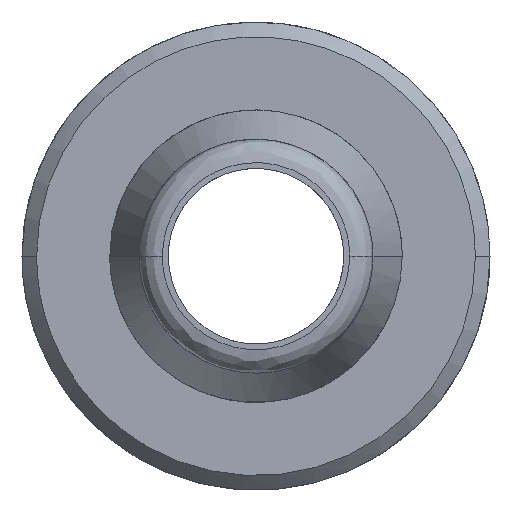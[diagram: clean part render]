
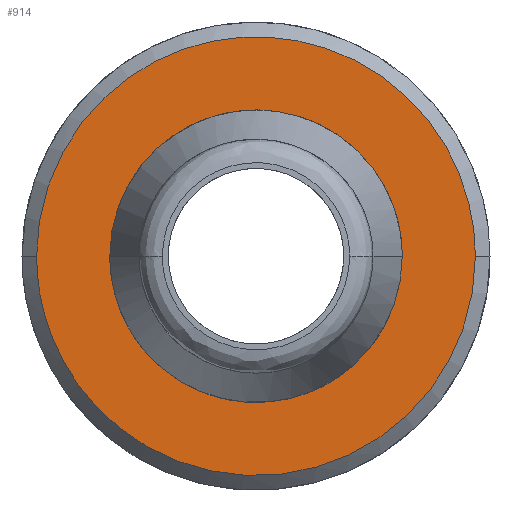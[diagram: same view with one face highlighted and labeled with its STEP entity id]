
A CAD part, front view. The second image highlights one B-rep face of the part: STEP entity #914.
In plain terms, the highlighted free-form (B-spline) face has degree [1, 1] with [2, 2] control points.
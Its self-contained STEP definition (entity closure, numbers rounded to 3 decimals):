
#61 = CARTESIAN_POINT ( 'NONE',  ( -2.25, -1., 0.295 ) ) ;
#76 = VERTEX_POINT ( 'NONE', #1339 ) ;
#101 = CARTESIAN_POINT ( 'NONE',  ( 1.134, -1., -1.966 ) ) ;
#105 = EDGE_LOOP ( 'NONE', ( #295, #1679 ) ) ;
#206 = CARTESIAN_POINT ( 'NONE',  ( -2.192, -1., 0.588 ) ) ;
#209 = CARTESIAN_POINT ( 'NONE',  ( -1.382, -1., 1.8 ) ) ;
#213 = CARTESIAN_POINT ( 'NONE',  ( -2.197, -1., 3.75 ) ) ;
#228 = EDGE_CURVE ( 'NONE', #571, #668, #783, .T. ) ;
#235 = CARTESIAN_POINT ( 'NONE',  ( -1.134, -1., -1.966 ) ) ;
#263 = CARTESIAN_POINT ( 'NONE',  ( 3.795, -1., 3.795 ) ) ;
#267 = CARTESIAN_POINT ( 'NONE',  ( -3.795, -1., 3.795 ) ) ;
#295 = ORIENTED_EDGE ( 'NONE', *, *, #228, .T. ) ;
#310 = CARTESIAN_POINT ( 'NONE',  ( -3.75, -1., 0. ) ) ;
#347 = CARTESIAN_POINT ( 'NONE',  ( 0.295, -1., 2.25 ) ) ;
#351 = CARTESIAN_POINT ( 'NONE',  ( 0., -1., 3.75 ) ) ;
#357 = EDGE_CURVE ( 'NONE', #829, #76, #399, .T. ) ;
#367 = CARTESIAN_POINT ( 'NONE',  ( 3.75, -1., 0. ) ) ;
#373 = CARTESIAN_POINT ( 'NONE',  ( -2.192, -1., -0.588 ) ) ;
#374 = CARTESIAN_POINT ( 'NONE',  ( -2.25, -1., 0. ) ) ;
#387 = CARTESIAN_POINT ( 'NONE',  ( -1.8, -1., -1.382 ) ) ;
#398 = CARTESIAN_POINT ( 'NONE',  ( 3.795, -1., -3.795 ) ) ;
#399 =( BOUNDED_CURVE ( )  B_SPLINE_CURVE ( 3, ( #1115, #526, #213, #351, #507, #1842, #367 ),
 .UNSPECIFIED., .F., .T. ) 
 B_SPLINE_CURVE_WITH_KNOTS ( ( 4, 3, 4 ),
 ( -3.142, -1.571, 0. ),
 .UNSPECIFIED. ) 
 CURVE ( )  GEOMETRIC_REPRESENTATION_ITEM ( )  RATIONAL_B_SPLINE_CURVE ( ( 1., 0.805, 0.805, 1., 0.805, 0.805, 1. ) ) 
 REPRESENTATION_ITEM ( '' )  );
#458 = CARTESIAN_POINT ( 'NONE',  ( 3.75, -1., 0. ) ) ;
#507 = CARTESIAN_POINT ( 'NONE',  ( 2.197, -1., 3.75 ) ) ;
#510 = ORIENTED_EDGE ( 'NONE', *, *, #1390, .F. ) ;
#521 = CARTESIAN_POINT ( 'NONE',  ( 1.966, -1., -1.134 ) ) ;
#524 = FACE_BOUND ( 'NONE', #105, .T. ) ;
#526 = CARTESIAN_POINT ( 'NONE',  ( -3.75, -1., 2.197 ) ) ;
#527 = CARTESIAN_POINT ( 'NONE',  ( -2.25, -1., -0.295 ) ) ;
#528 = CARTESIAN_POINT ( 'NONE',  ( 2.192, -1., 0.588 ) ) ;
#571 = VERTEX_POINT ( 'NONE', #800 ) ;
#665 = CARTESIAN_POINT ( 'NONE',  ( 2.192, -1., -0.588 ) ) ;
#668 = VERTEX_POINT ( 'NONE', #1462 ) ;
#672 = CARTESIAN_POINT ( 'NONE',  ( 1.8, -1., -1.382 ) ) ;
#676 = CARTESIAN_POINT ( 'NONE',  ( -2.25, -1., 0. ) ) ;
#783 = B_SPLINE_CURVE_WITH_KNOTS ( 'NONE', 3,
 ( #1119, #1269, #665, #521, #672, #823, #101, #1865, #967, #975, #1126, #235, #1276, #387, #1131, #373, #527, #676 ),
 .UNSPECIFIED., .F., .F.,
 ( 4, 2, 2, 2, 2, 2, 2, 2, 4 ),
 ( 0., 0.393, 0.785, 1.178, 1.571, 1.963, 2.356, 2.749, 3.142 ),
 .UNSPECIFIED. ) ;
#799 = CARTESIAN_POINT ( 'NONE',  ( 2.25, -1., 0.295 ) ) ;
#800 = CARTESIAN_POINT ( 'NONE',  ( 2.25, -1., 0. ) ) ;
#823 = CARTESIAN_POINT ( 'NONE',  ( 1.382, -1., -1.8 ) ) ;
#829 = VERTEX_POINT ( 'NONE', #1675 ) ;
#857 = B_SPLINE_CURVE_WITH_KNOTS ( 'NONE', 3,
 ( #374, #61, #206, #1375, #1380, #209, #1526, #937, #1405, #347, #1096, #1829, #1251, #1819, #1411, #528, #799, #1083 ),
 .UNSPECIFIED., .F., .F.,
 ( 4, 2, 2, 2, 2, 2, 2, 2, 4 ),
 ( 0., 0.393, 0.785, 1.178, 1.571, 1.963, 2.356, 2.749, 3.142 ),
 .UNSPECIFIED. ) ;
#914 = ADVANCED_FACE ( 'NONE', ( #524, #941 ), #1783, .F. ) ;
#937 = CARTESIAN_POINT ( 'NONE',  ( -0.588, -1., 2.192 ) ) ;
#941 = FACE_OUTER_BOUND ( 'NONE', #1273, .T. ) ;
#967 = CARTESIAN_POINT ( 'NONE',  ( 0.295, -1., -2.25 ) ) ;
#975 = CARTESIAN_POINT ( 'NONE',  ( -0.295, -1., -2.25 ) ) ;
#1044 = ORIENTED_EDGE ( 'NONE', *, *, #357, .F. ) ;
#1083 = CARTESIAN_POINT ( 'NONE',  ( 2.25, -1., 0. ) ) ;
#1096 = CARTESIAN_POINT ( 'NONE',  ( 0.588, -1., 2.192 ) ) ;
#1115 = CARTESIAN_POINT ( 'NONE',  ( -3.75, -1., 0. ) ) ;
#1119 = CARTESIAN_POINT ( 'NONE',  ( 2.25, -1., 0. ) ) ;
#1126 = CARTESIAN_POINT ( 'NONE',  ( -0.588, -1., -2.192 ) ) ;
#1131 = CARTESIAN_POINT ( 'NONE',  ( -1.966, -1., -1.134 ) ) ;
#1174 = CARTESIAN_POINT ( 'NONE',  ( -3.795, -1., -3.795 ) ) ;
#1227 = EDGE_CURVE ( 'NONE', #668, #571, #857, .T. ) ;
#1251 = CARTESIAN_POINT ( 'NONE',  ( 1.382, -1., 1.8 ) ) ;
#1269 = CARTESIAN_POINT ( 'NONE',  ( 2.25, -1., -0.295 ) ) ;
#1273 = EDGE_LOOP ( 'NONE', ( #510, #1044 ) ) ;
#1276 = CARTESIAN_POINT ( 'NONE',  ( -1.382, -1., -1.8 ) ) ;
#1293 =( BOUNDED_CURVE ( )  B_SPLINE_CURVE ( 3, ( #458, #1518, #1356, #310 ),
 .UNSPECIFIED., .F., .F. ) 
 B_SPLINE_CURVE_WITH_KNOTS ( ( 4, 4 ),
 ( -3.142, 0. ),
 .UNSPECIFIED. ) 
 CURVE ( )  GEOMETRIC_REPRESENTATION_ITEM ( )  RATIONAL_B_SPLINE_CURVE ( ( 1., 0.333, 0.333, 1. ) ) 
 REPRESENTATION_ITEM ( '' )  );
#1339 = CARTESIAN_POINT ( 'NONE',  ( 3.75, -1., 0. ) ) ;
#1356 = CARTESIAN_POINT ( 'NONE',  ( -3.75, -1., -7.5 ) ) ;
#1375 = CARTESIAN_POINT ( 'NONE',  ( -1.966, -1., 1.134 ) ) ;
#1380 = CARTESIAN_POINT ( 'NONE',  ( -1.8, -1., 1.382 ) ) ;
#1390 = EDGE_CURVE ( 'NONE', #76, #829, #1293, .T. ) ;
#1405 = CARTESIAN_POINT ( 'NONE',  ( -0.295, -1., 2.25 ) ) ;
#1411 = CARTESIAN_POINT ( 'NONE',  ( 1.966, -1., 1.134 ) ) ;
#1462 = CARTESIAN_POINT ( 'NONE',  ( -2.25, -1., 0. ) ) ;
#1518 = CARTESIAN_POINT ( 'NONE',  ( 3.75, -1., -7.5 ) ) ;
#1526 = CARTESIAN_POINT ( 'NONE',  ( -1.134, -1., 1.966 ) ) ;
#1675 = CARTESIAN_POINT ( 'NONE',  ( -3.75, -1., 0. ) ) ;
#1679 = ORIENTED_EDGE ( 'NONE', *, *, #1227, .T. ) ;
#1783 = B_SPLINE_SURFACE_WITH_KNOTS ( 'NONE', 1, 1, ( 
 ( #398, #263 ),
 ( #1174, #267 ) ),
 .UNSPECIFIED., .F., .F., .F.,
 ( 2, 2 ),
 ( 2, 2 ),
 ( 0., 1. ),
 ( 0., 1. ),
 .UNSPECIFIED. ) ;
#1819 = CARTESIAN_POINT ( 'NONE',  ( 1.8, -1., 1.382 ) ) ;
#1829 = CARTESIAN_POINT ( 'NONE',  ( 1.134, -1., 1.966 ) ) ;
#1842 = CARTESIAN_POINT ( 'NONE',  ( 3.75, -1., 2.197 ) ) ;
#1865 = CARTESIAN_POINT ( 'NONE',  ( 0.588, -1., -2.192 ) ) ;
